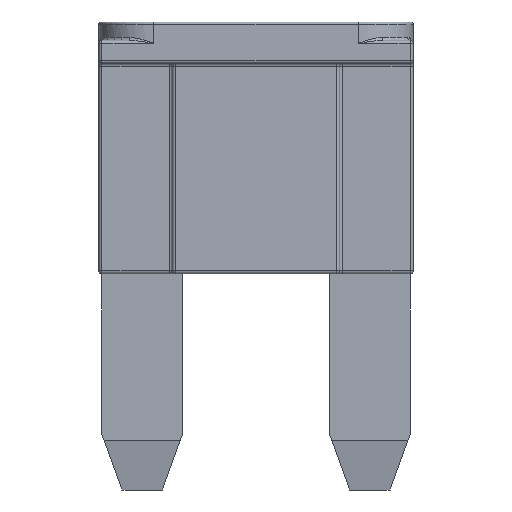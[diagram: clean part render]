
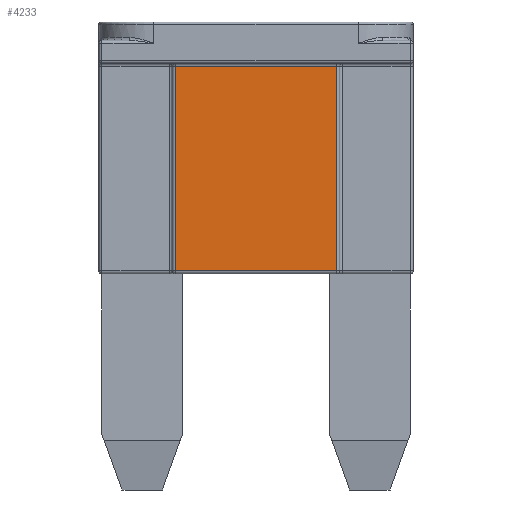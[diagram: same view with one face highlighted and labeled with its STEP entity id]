
A CAD part, front view. The second image highlights one B-rep face of the part: STEP entity #4233.
In plain terms, the highlighted planar face has unit normal (0, -1, 0).
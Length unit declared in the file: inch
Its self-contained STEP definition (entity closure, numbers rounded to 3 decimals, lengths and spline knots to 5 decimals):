
#677=FACE_OUTER_BOUND('',#946,.T.);
#946=EDGE_LOOP('',(#3574,#3575,#3576,#3577));
#1279=LINE('',#7578,#1612);
#1280=LINE('',#7580,#1613);
#1281=LINE('',#7584,#1614);
#1315=LINE('',#7915,#1648);
#1612=VECTOR('',#5319,0.27953);
#1613=VECTOR('',#5322,0.22047);
#1614=VECTOR('',#5327,0.27953);
#1648=VECTOR('',#5481,0.22047);
#1965=VERTEX_POINT('',#7158);
#1968=VERTEX_POINT('',#7169);
#1993=VERTEX_POINT('',#7576);
#1994=VERTEX_POINT('',#7582);
#2504=EDGE_CURVE('',#1993,#1965,#1279,.T.);
#2505=EDGE_CURVE('',#1965,#1968,#1280,.T.);
#2507=EDGE_CURVE('',#1968,#1994,#1281,.F.);
#2579=EDGE_CURVE('',#1994,#1993,#1315,.T.);
#3574=ORIENTED_EDGE('',*,*,#2505,.F.);
#3575=ORIENTED_EDGE('',*,*,#2504,.F.);
#3576=ORIENTED_EDGE('',*,*,#2579,.F.);
#3577=ORIENTED_EDGE('',*,*,#2507,.F.);
#4038=PLANE('',#4576);
#4233=ADVANCED_FACE('',(#677),#4038,.F.);
#4576=AXIS2_PLACEMENT_3D('',#7914,#5479,#5480);
#5319=DIRECTION('',(0.,0.,1.));
#5322=DIRECTION('',(1.,0.,0.));
#5327=DIRECTION('',(0.,0.,1.));
#5479=DIRECTION('center_axis',(0.,1.,0.));
#5480=DIRECTION('ref_axis',(0.,0.,1.));
#5481=DIRECTION('',(-1.,0.,0.));
#7158=CARTESIAN_POINT('',(-0.11024,-0.06693,0.28346));
#7169=CARTESIAN_POINT('',(0.11024,-0.06693,0.28346));
#7576=CARTESIAN_POINT('',(-0.11024,-0.06693,0.00394));
#7578=CARTESIAN_POINT('',(-0.11024,-0.06693,0.00394));
#7580=CARTESIAN_POINT('',(-0.11024,-0.06693,0.28346));
#7582=CARTESIAN_POINT('',(0.11024,-0.06693,0.00394));
#7584=CARTESIAN_POINT('',(0.11024,-0.06693,0.00394));
#7914=CARTESIAN_POINT('Origin',(-0.11417,-0.06693,
0.));
#7915=CARTESIAN_POINT('',(0.11024,-0.06693,0.00394));
